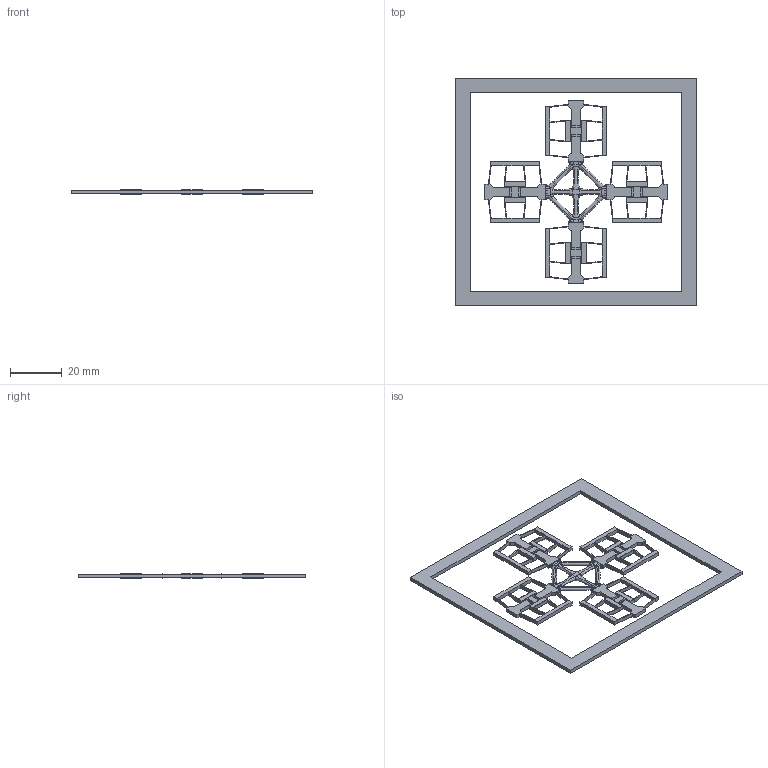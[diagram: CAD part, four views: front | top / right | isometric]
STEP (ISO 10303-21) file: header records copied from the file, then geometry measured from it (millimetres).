
FILE_DESCRIPTION(/* description */ (''),/* implementation_level */ '2;1');
FILE_NAME(/* name */ 'xy bering test.step',/* time_stamp */ '2024-05-04T12:36:04+10:00',/* author */ (''),/* organization */ (''),/* preprocessor_version */ 'ST-DEVELOPER v20',/* originating_system */ 'Autodesk Translation Framework v12.20.1.177',/* authorisation */ '');
FILE_SCHEMA (('AUTOMOTIVE_DESIGN { 1 0 10303 214 3 1 1 }'));
Products named in the file (1): xy bering test
Bounding box: 93.11 x 87.62 x 1.76 mm (x, y, z)
Volume: 4308.2 mm3; surface area: 9344.1 mm2
Topology: 18 solids, 24 shells, 492 faces, 1274 edges, 818 vertices
Faces by surface type: plane 352, bspline 140
Entity records: 47910 total; most frequent: CARTESIAN_POINT 36889, ORIENTED_EDGE 2548, DIRECTION 1650, EDGE_CURVE 1274, LINE 944, VECTOR 944, VERTEX_POINT 818, EDGE_LOOP 538
